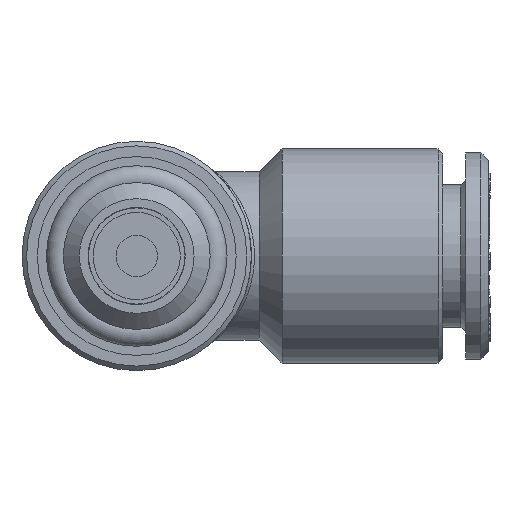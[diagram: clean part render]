
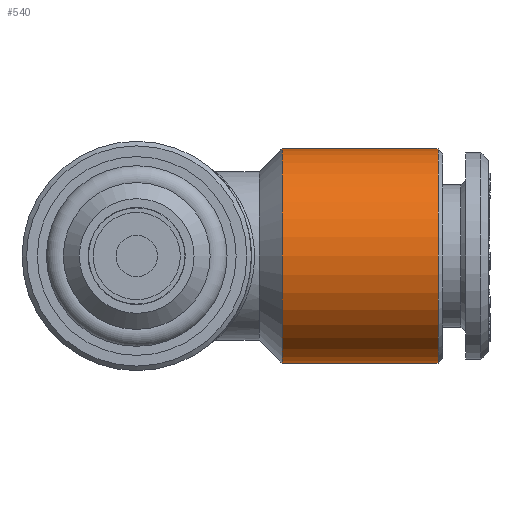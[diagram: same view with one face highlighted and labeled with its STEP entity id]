
A CAD part, front view. The second image highlights one B-rep face of the part: STEP entity #540.
In plain terms, the highlighted cylindrical face has radius 7 mm (diameter 14 mm), a full revolution.
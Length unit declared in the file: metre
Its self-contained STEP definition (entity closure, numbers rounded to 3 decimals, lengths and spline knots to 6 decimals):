
#540 = ADVANCED_FACE( 'NONE', ( #1197, #1198 ), #1199, .T. );
#1197 = FACE_OUTER_BOUND( '', #2993, .T. );
#1198 = FACE_OUTER_BOUND( '', #2994, .T. );
#1199 = CYLINDRICAL_SURFACE( '', #2995, 0.007 );
#2993 = EDGE_LOOP( '', ( #5678 ) );
#2994 = EDGE_LOOP( '', ( #5679 ) );
#2995 = AXIS2_PLACEMENT_3D( '', #5680, #5681, #5682 );
#5678 = ORIENTED_EDGE( '', *, *, #7153, .T. );
#5679 = ORIENTED_EDGE( '', *, *, #7154, .F. );
#5680 = CARTESIAN_POINT( '', ( -0.005577, 0.0154, 0. ) );
#5681 = DIRECTION( '', ( -1., 0., 0. ) );
#5682 = DIRECTION( '', ( 0., 0., 1. ) );
#7153 = EDGE_CURVE( 'NONE', #8238, #8238, #8239, .T. );
#7154 = EDGE_CURVE( 'NONE', #8240, #8240, #8241, .T. );
#8238 = VERTEX_POINT( '', #11094 );
#8239 = CIRCLE( '', #11095, 0.007 );
#8240 = VERTEX_POINT( '', #11096 );
#8241 = CIRCLE( '', #11097, 0.007 );
#11094 = CARTESIAN_POINT( '', ( 0.0197, 0.0154, 0.007 ) );
#11095 = AXIS2_PLACEMENT_3D( '', #12890, #12891, #12892 );
#11096 = CARTESIAN_POINT( '', ( 0.0095, 0.0154, 0.007 ) );
#11097 = AXIS2_PLACEMENT_3D( '', #12893, #12894, #12895 );
#12890 = CARTESIAN_POINT( '', ( 0.0197, 0.0154, 0. ) );
#12891 = DIRECTION( '', ( -1., 0., 0. ) );
#12892 = DIRECTION( '', ( 0., 0., 1. ) );
#12893 = CARTESIAN_POINT( '', ( 0.0095, 0.0154, 0. ) );
#12894 = DIRECTION( '', ( -1., 0., 0. ) );
#12895 = DIRECTION( '', ( 0., 0., 1. ) );
